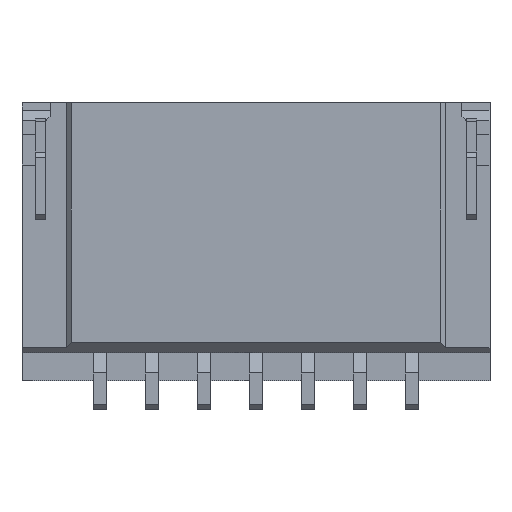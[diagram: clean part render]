
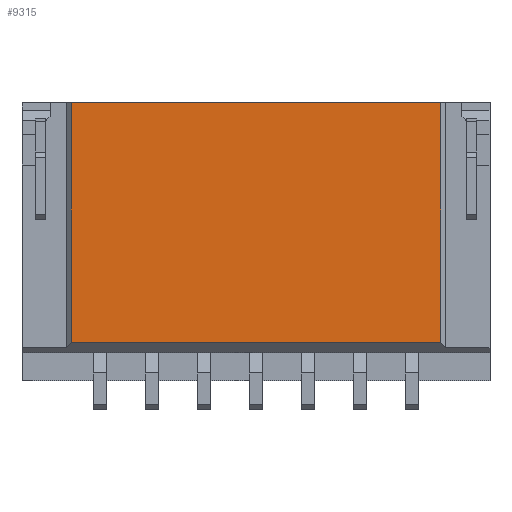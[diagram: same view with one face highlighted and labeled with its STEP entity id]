
A CAD part, front view. The second image highlights one B-rep face of the part: STEP entity #9315.
In plain terms, the highlighted planar face has unit normal (0, -1, 0).
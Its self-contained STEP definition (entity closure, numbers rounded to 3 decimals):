
#122 = DIRECTION ( 'NONE',  ( 0., 1., 0. ) ) ;
#157 = CARTESIAN_POINT ( 'NONE',  ( 4.5, 0.14, 2.675 ) ) ;
#441 = CARTESIAN_POINT ( 'NONE',  ( 4.5, 0.14, 2.675 ) ) ;
#850 = DIRECTION ( 'NONE',  ( 0., 0., 1. ) ) ;
#941 = CARTESIAN_POINT ( 'NONE',  ( 3.55, 0.14, -2.675 ) ) ;
#1090 = CARTESIAN_POINT ( 'NONE',  ( -3.55, 0.14, 2.675 ) ) ;
#1445 = VECTOR ( 'NONE', #9513, 1000. ) ;
#2142 = CARTESIAN_POINT ( 'NONE',  ( 3.55, 0.14, -1.938 ) ) ;
#2405 = LINE ( 'NONE', #941, #3649 ) ;
#2584 = VERTEX_POINT ( 'NONE', #1090 ) ;
#3077 = DIRECTION ( 'NONE',  ( 0., 0., 1. ) ) ;
#3367 = VECTOR ( 'NONE', #4144, 1000. ) ;
#3547 = CARTESIAN_POINT ( 'NONE',  ( -3.55, 0.14, -1.938 ) ) ;
#3649 = VECTOR ( 'NONE', #850, 1000. ) ;
#3660 = LINE ( 'NONE', #6635, #6425 ) ;
#4144 = DIRECTION ( 'NONE',  ( -1., 0., 0. ) ) ;
#4220 = EDGE_CURVE ( 'NONE', #9087, #5680, #2405, .T. ) ;
#4341 = CARTESIAN_POINT ( 'NONE',  ( -3.55, 0.14, -2.675 ) ) ;
#5091 = VERTEX_POINT ( 'NONE', #3547 ) ;
#5361 = ORIENTED_EDGE ( 'NONE', *, *, #4220, .T. ) ;
#5599 = EDGE_CURVE ( 'NONE', #5680, #2584, #6955, .T. ) ;
#5680 = VERTEX_POINT ( 'NONE', #5885 ) ;
#5885 = CARTESIAN_POINT ( 'NONE',  ( 3.55, 0.14, 2.675 ) ) ;
#5902 = DIRECTION ( 'NONE',  ( -1., 0., 0. ) ) ;
#6148 = FACE_OUTER_BOUND ( 'NONE', #8235, .T. ) ;
#6239 = PLANE ( 'NONE',  #7841 ) ;
#6295 = ORIENTED_EDGE ( 'NONE', *, *, #5599, .T. ) ;
#6425 = VECTOR ( 'NONE', #5902, 1000. ) ;
#6635 = CARTESIAN_POINT ( 'NONE',  ( 4.5, 0.14, -1.938 ) ) ;
#6955 = LINE ( 'NONE', #441, #3367 ) ;
#7294 = LINE ( 'NONE', #4341, #1445 ) ;
#7841 = AXIS2_PLACEMENT_3D ( 'NONE', #157, #122, #3077 ) ;
#7969 = ORIENTED_EDGE ( 'NONE', *, *, #8304, .F. ) ;
#8235 = EDGE_LOOP ( 'NONE', ( #7969, #5361, #6295, #8731 ) ) ;
#8304 = EDGE_CURVE ( 'NONE', #9087, #5091, #3660, .T. ) ;
#8608 = EDGE_CURVE ( 'NONE', #5091, #2584, #7294, .T. ) ;
#8731 = ORIENTED_EDGE ( 'NONE', *, *, #8608, .F. ) ;
#9087 = VERTEX_POINT ( 'NONE', #2142 ) ;
#9315 = ADVANCED_FACE ( 'NONE', ( #6148 ), #6239, .F. ) ;
#9513 = DIRECTION ( 'NONE',  ( 0., 0., 1. ) ) ;
